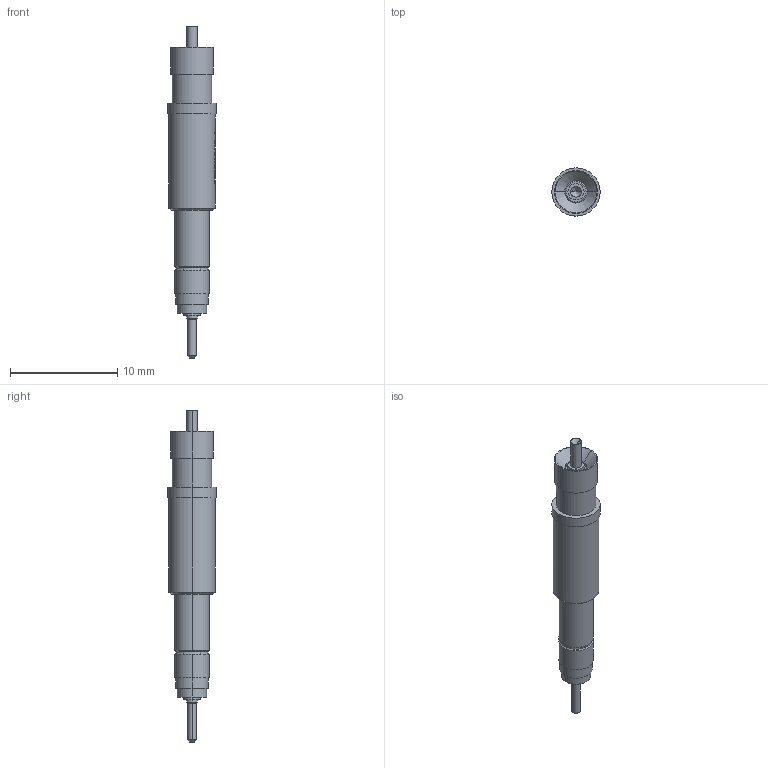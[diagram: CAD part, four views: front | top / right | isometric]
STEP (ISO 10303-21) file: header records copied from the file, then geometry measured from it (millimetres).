
FILE_DESCRIPTION (( 'STEP AP203' ), '1' );
FILE_NAME ('MOD-F82205S0001Lxxx.step', '2015-07-09T11:39:20', ( 'firstrun' ), ( 'Hewlett-Packard Company' ), 'SwSTEP 2.0', 'SolidWorks 2012', '' );
FILE_SCHEMA (( 'CONFIG_CONTROL_DESIGN' ));
Length unit declared in the file: millimetre
Products named in the file (1): MOD-F82205S0001Lxxx
Bounding box: 4.5 x 4.5 x 31 mm (x, y, z)
Volume: 279.5 mm3; surface area: 354.8 mm2
Topology: 1 solids, 1 shells, 211 faces, 563 edges, 367 vertices
Faces by surface type: plane 73, bspline 62, cylinder 60, cone 16
Entity records: 9081 total; most frequent: CARTESIAN_POINT 4229, ORIENTED_EDGE 1122, DIRECTION 798, EDGE_CURVE 561, VERTEX_POINT 367, AXIS2_PLACEMENT_3D 310, EDGE_LOOP 226, B_SPLINE_CURVE_WITH_KNOTS 223
